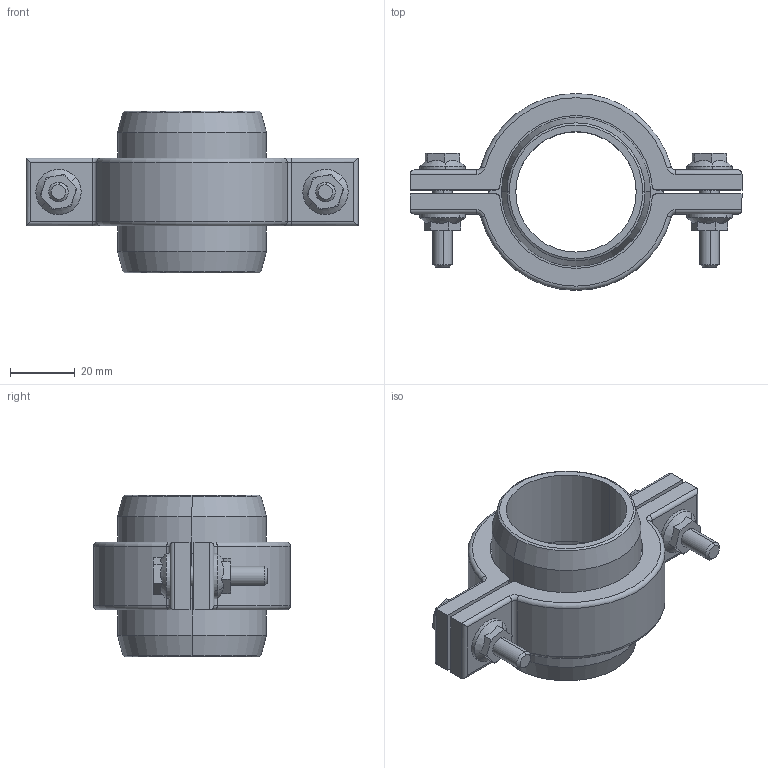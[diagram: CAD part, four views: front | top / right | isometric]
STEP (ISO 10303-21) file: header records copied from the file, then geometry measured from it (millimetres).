
FILE_DESCRIPTION (( 'STEP AP203' ), '1' );
FILE_NAME ('14-503-340_outokumpu.step', '2015-08-13T12:49:29', ( '' ), ( '' ), 'SwSTEP 2.0', 'SolidWorks 2008', '' );
FILE_SCHEMA (( 'CONFIG_CONTROL_DESIGN' ));
Length unit declared in the file: millimetre
Products named in the file (6): screw-fb0630a2_outokumpu_screw-fb0630a2_outokumpu; 14-503-340_outokumpu; nut-fn06a2_outokumpu_nut-fn06a2_outokumpu; clamp-63-888-030_outokumpu_clamp-63-888-030_outokumpu; nipple-63-555-040_outokumpu_nipple-63-555-040_outokumpu; o-ring-13-333-045_outokumpu_o-ring-13-333-045_outokumpu
Assembly tree (9 placements, depth 2):
  14-503-340_outokumpu
    nut-fn06a2_outokumpu_nut-fn06a2_outokumpu  x2
    clamp-63-888-030_outokumpu_clamp-63-888-030_outokumpu  x2
    nipple-63-555-040_outokumpu_nipple-63-555-040_outokumpu  x2
    screw-fb0630a2_outokumpu_screw-fb0630a2_outokumpu  x2
    o-ring-13-333-045_outokumpu_o-ring-13-333-045_outokumpu
Bounding box: 102.53 x 60.79 x 50 mm (x, y, z)
Volume: 65691.3 mm3; surface area: 38550 mm2
Topology: 9 solids, 9 shells, 218 faces, 520 edges, 324 vertices
Faces by surface type: cylinder 72, plane 62, cone 56, torus 28
Entity records: 4106 total; most frequent: CARTESIAN_POINT 753, DIRECTION 590, ORIENTED_EDGE 528, EDGE_CURVE 264, AXIS2_PLACEMENT_3D 245, VERTEX_POINT 164, EDGE_LOOP 122, CIRCLE 122
